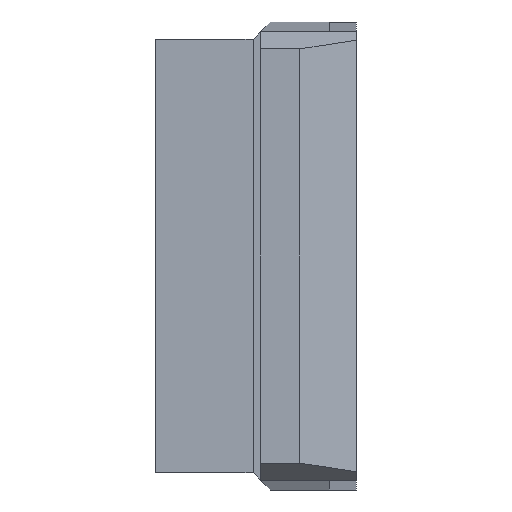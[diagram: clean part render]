
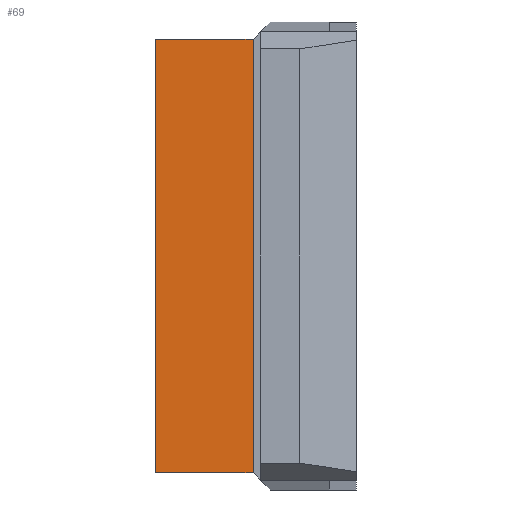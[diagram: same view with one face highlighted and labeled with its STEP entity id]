
A CAD part, front view. The second image highlights one B-rep face of the part: STEP entity #69.
In plain terms, the highlighted planar face has unit normal (0, -1, 0).
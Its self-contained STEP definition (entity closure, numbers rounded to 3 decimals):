
#69=ADVANCED_FACE('',(#123),#96,.T.);
#96=PLANE('',#580);
#123=FACE_OUTER_BOUND('',#150,.T.);
#150=EDGE_LOOP('',(#269,#270,#271,#272));
#269=ORIENTED_EDGE('',*,*,#392,.F.);
#270=ORIENTED_EDGE('',*,*,#393,.T.);
#271=ORIENTED_EDGE('',*,*,#388,.T.);
#272=ORIENTED_EDGE('',*,*,#394,.T.);
#325=VERTEX_POINT('',#831);
#326=VERTEX_POINT('',#832);
#329=VERTEX_POINT('',#840);
#330=VERTEX_POINT('',#841);
#388=EDGE_CURVE('',#325,#326,#455,.T.);
#392=EDGE_CURVE('',#329,#330,#459,.T.);
#393=EDGE_CURVE('',#329,#325,#460,.T.);
#394=EDGE_CURVE('',#326,#330,#461,.T.);
#455=LINE('',#830,#522);
#459=LINE('',#839,#526);
#460=LINE('',#842,#527);
#461=LINE('',#843,#528);
#522=VECTOR('',#690,1.);
#526=VECTOR('',#696,1.);
#527=VECTOR('',#697,1.);
#528=VECTOR('',#698,1.);
#580=AXIS2_PLACEMENT_3D('',#844,#699,#700);
#690=DIRECTION('',(0.,0.,-1.));
#696=DIRECTION('',(0.,0.,-1.));
#697=DIRECTION('',(-1.,0.,0.));
#698=DIRECTION('',(1.,0.,0.));
#699=DIRECTION('',(0.,-1.,0.));
#700=DIRECTION('',(0.,0.,-1.));
#830=CARTESIAN_POINT('',(-19.8,-32.9,95.));
#831=CARTESIAN_POINT('',(-19.8,-32.9,91.5));
#832=CARTESIAN_POINT('',(-19.8,-32.9,3.5));
#839=CARTESIAN_POINT('',(0.,-32.9,95.));
#840=CARTESIAN_POINT('',(0.,-32.9,91.5));
#841=CARTESIAN_POINT('',(0.,-32.9,3.5));
#842=CARTESIAN_POINT('',(2.5,-32.9,91.5));
#843=CARTESIAN_POINT('',(2.5,-32.9,3.5));
#844=CARTESIAN_POINT('',(2.5,-32.9,95.));
